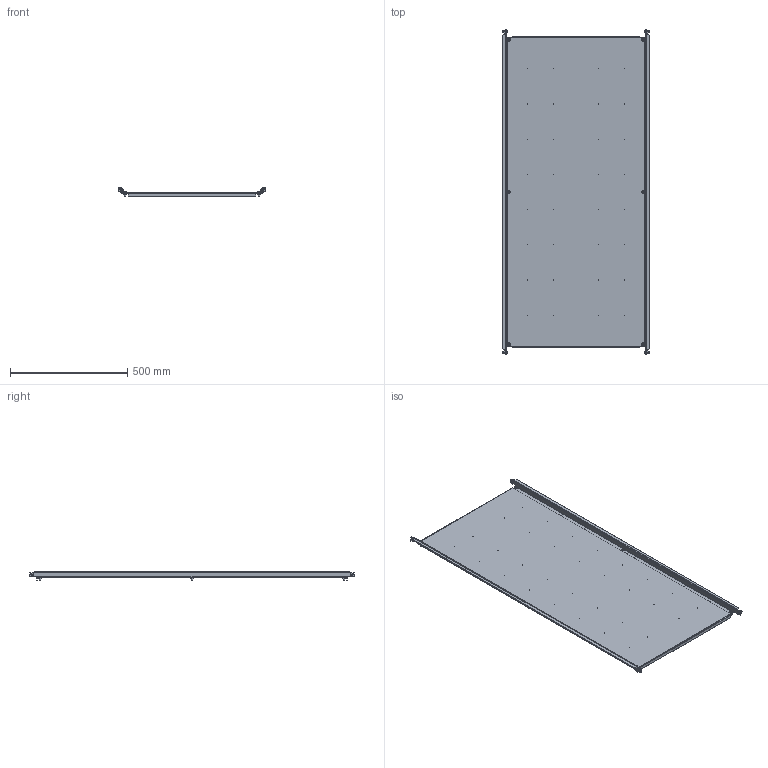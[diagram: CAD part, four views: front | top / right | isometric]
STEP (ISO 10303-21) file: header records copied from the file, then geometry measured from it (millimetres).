
FILE_DESCRIPTION (( 'STEP AP214' ), '1' );
FILE_NAME ('Ìîíòàæíàÿ ïàíåëü äëÿ 140.65.27 Ãðàíèò EKF PROxima.STEP', '2022-06-28T07:12:06', ( '' ), ( '' ), 'SwSTEP 2.0', 'SolidWorks 2021', '' );
FILE_SCHEMA (( 'AUTOMOTIVE_DESIGN' ));
Length unit declared in the file: millimetre
Products named in the file (5): ﾌﾈ-2458.06.00.001 ﾍ瑜粱 1400; ÌÈ-2458.06.00.002 Ïàíåëü ìîíòàæíàÿ; pan head cross recess screw_din_DIN EN ISO 7045 - M6 x 16 - Z - 16N; Ãàéêà êóçîâíàÿ Ì6; Ìîíòàæíàÿ ïàíåëü äëÿ 140.65.27 Ãðàíèò EKF PROxima
Assembly tree (23 placements, depth 2):
  Ìîíòàæíàÿ ïàíåëü äëÿ 140.65.27 Ãðàíèò EKF PROxima
    ÌÈ-2458.06.00.002 Ïàíåëü ìîíòàæíàÿ
    ﾌﾈ-2458.06.00.001 ﾍ瑜粱 1400  x2
    Ãàéêà êóçîâíàÿ Ì6  x10
    pan head cross recess screw_din_DIN EN ISO 7045 - M6 x 16 - Z - 16N  x10
Bounding box: 627 x 1383 x 34.5 mm (x, y, z)
Volume: 1955183.3 mm3; surface area: 1977568.3 mm2
Topology: 23 solids, 23 shells, 1026 faces, 2628 edges, 1670 vertices
Faces by surface type: plane 634, cylinder 272, cone 60, torus 40, sphere 20
Entity records: 9394 total; most frequent: CARTESIAN_POINT 1647, DIRECTION 1610, ORIENTED_EDGE 1484, EDGE_CURVE 742, AXIS2_PLACEMENT_3D 566, VECTOR 478, LINE 478, VERTEX_POINT 475
